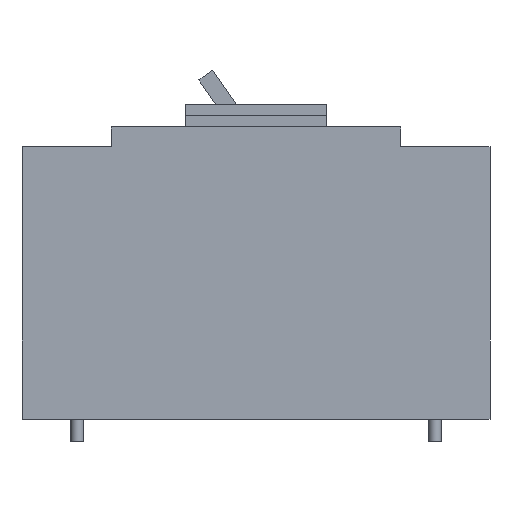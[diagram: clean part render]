
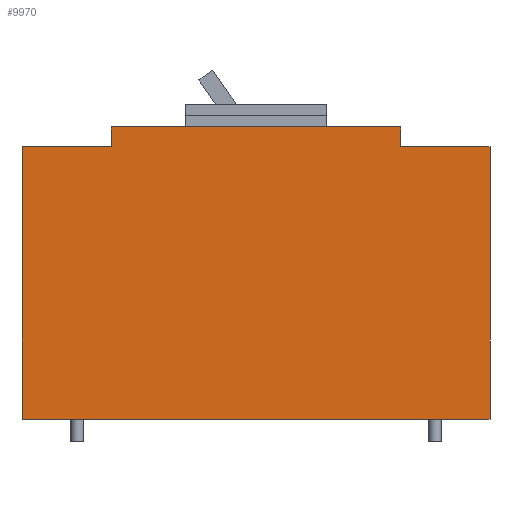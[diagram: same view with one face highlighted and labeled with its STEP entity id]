
A CAD part, left-side view. The second image highlights one B-rep face of the part: STEP entity #9970.
In plain terms, the highlighted planar face has unit normal (-1, 0, 0).
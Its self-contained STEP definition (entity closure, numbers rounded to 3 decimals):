
#9260=CARTESIAN_POINT('',(31.406,430.252,0.));
#9270=DIRECTION('',(1.,-0.,0.));
#9280=DIRECTION('',(0.,0.,-1.));
#9290=AXIS2_PLACEMENT_3D('',#9260,#9270,#9280);
#9300=PLANE('',#9290);
#9310=CARTESIAN_POINT('',(31.406,0.,-122.995));
#9320=DIRECTION('',(0.,-1.,0.));
#9330=VECTOR('',#9320,1.);
#9340=LINE('',#9310,#9330);
#9350=CARTESIAN_POINT('',(31.406,435.252,
-122.995));
#9360=VERTEX_POINT('',#9350);
#9370=CARTESIAN_POINT('',(31.406,270.252,
-122.995));
#9380=VERTEX_POINT('',#9370);
#9390=EDGE_CURVE('',#9360,#9380,#9340,.T.);
#9400=ORIENTED_EDGE('',*,*,#9390,.T.);
#9410=CARTESIAN_POINT('',(31.406,435.252,0.));
#9420=DIRECTION('',(0.,0.,-1.));
#9430=VECTOR('',#9420,1.);
#9440=LINE('',#9410,#9430);
#9450=CARTESIAN_POINT('',(31.406,435.252,
-26.995));
#9460=VERTEX_POINT('',#9450);
#9470=EDGE_CURVE('',#9460,#9360,#9440,.T.);
#9480=ORIENTED_EDGE('',*,*,#9470,.T.);
#9490=CARTESIAN_POINT('',(31.406,0.,-26.995));
#9500=DIRECTION('',(0.,1.,0.));
#9510=VECTOR('',#9500,1.);
#9520=LINE('',#9490,#9510);
#9530=CARTESIAN_POINT('',(31.406,403.752,
-26.995));
#9540=VERTEX_POINT('',#9530);
#9550=EDGE_CURVE('',#9540,#9460,#9520,.T.);
#9560=ORIENTED_EDGE('',*,*,#9550,.T.);
#9570=CARTESIAN_POINT('',(31.406,403.752,0.));
#9580=DIRECTION('',(0.,0.,-1.));
#9590=VECTOR('',#9580,1.);
#9600=LINE('',#9570,#9590);
#9610=CARTESIAN_POINT('',(31.406,403.752,
-19.995));
#9620=VERTEX_POINT('',#9610);
#9630=EDGE_CURVE('',#9620,#9540,#9600,.T.);
#9640=ORIENTED_EDGE('',*,*,#9630,.T.);
#9650=CARTESIAN_POINT('',(31.406,0.,-19.995));
#9660=DIRECTION('',(0.,-1.,0.));
#9670=VECTOR('',#9660,1.);
#9680=LINE('',#9650,#9670);
#9690=CARTESIAN_POINT('',(31.406,301.752,
-19.995));
#9700=VERTEX_POINT('',#9690);
#9710=EDGE_CURVE('',#9620,#9700,#9680,.T.);
#9720=ORIENTED_EDGE('',*,*,#9710,.F.);
#9730=CARTESIAN_POINT('',(31.406,301.752,0.));
#9740=DIRECTION('',(0.,0.,1.));
#9750=VECTOR('',#9740,1.);
#9760=LINE('',#9730,#9750);
#9770=CARTESIAN_POINT('',(31.406,301.752,
-26.995));
#9780=VERTEX_POINT('',#9770);
#9790=EDGE_CURVE('',#9780,#9700,#9760,.T.);
#9800=ORIENTED_EDGE('',*,*,#9790,.T.);
#9810=CARTESIAN_POINT('',(31.406,0.,-26.995));
#9820=DIRECTION('',(0.,1.,0.));
#9830=VECTOR('',#9820,1.);
#9840=LINE('',#9810,#9830);
#9850=CARTESIAN_POINT('',(31.406,270.252,
-26.995));
#9860=VERTEX_POINT('',#9850);
#9870=EDGE_CURVE('',#9860,#9780,#9840,.T.);
#9880=ORIENTED_EDGE('',*,*,#9870,.T.);
#9890=CARTESIAN_POINT('',(31.406,270.252,0.));
#9900=DIRECTION('',(0.,0.,1.));
#9910=VECTOR('',#9900,1.);
#9920=LINE('',#9890,#9910);
#9930=EDGE_CURVE('',#9380,#9860,#9920,.T.);
#9940=ORIENTED_EDGE('',*,*,#9930,.T.);
#9950=EDGE_LOOP('',(#9940,#9880,#9800,#9720,#9640,#9560,#9480,#9400));
#9960=FACE_OUTER_BOUND('',#9950,.T.);
#9970=ADVANCED_FACE('',(#9960),#9300,.F.);
